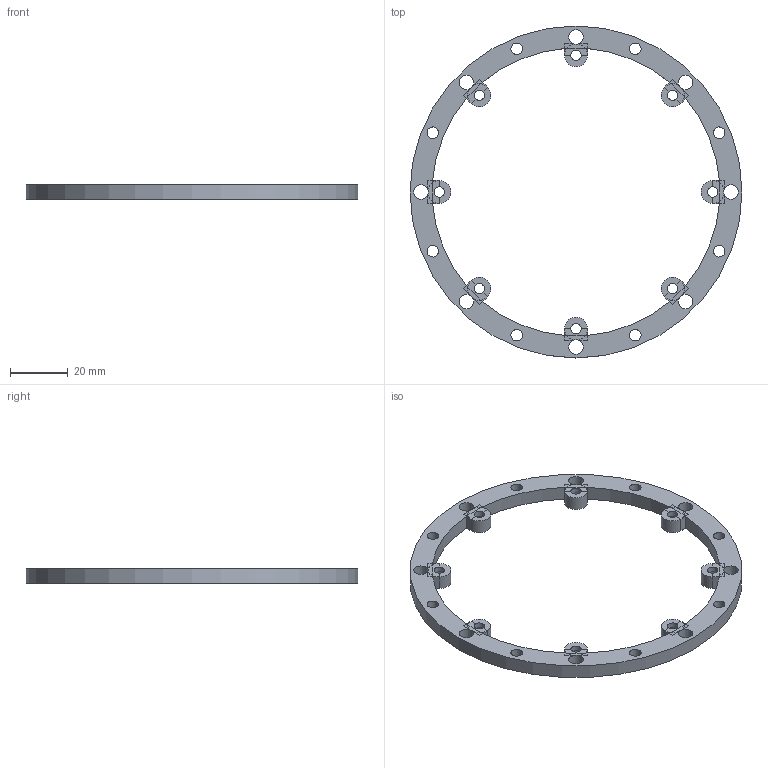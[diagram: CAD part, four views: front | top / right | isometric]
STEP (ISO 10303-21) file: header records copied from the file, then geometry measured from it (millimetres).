
FILE_DESCRIPTION(('FreeCAD Model'),'2;1');
FILE_NAME('Open CASCADE Shape Model','2023-11-15T18:19:05',('Author'),( ''),'Open CASCADE STEP processor 7.6','FreeCAD','Unknown');
FILE_SCHEMA(('AUTOMOTIVE_DESIGN { 1 0 10303 214 1 1 1 1 }'));
Length unit declared in the file: millimetre
Products named in the file (1): AttachmentRing_Column01
Bounding box: 115.32 x 115.32 x 5 mm (x, y, z)
Volume: 12698.4 mm3; surface area: 10707.8 mm2
Topology: 1 solids, 1 shells, 212 faces, 551 edges, 317 vertices
Faces by surface type: plane 154, cylinder 58
Full cylindrical faces by diameter (mm): 3.6 x8, 4 x8, 5 x8, 115.32 x1
Entity records: 13888 total; most frequent: CARTESIAN_POINT 2589, DIRECTION 2307, ORIENTED_EDGE 1102, PCURVE 1102, DEFINITIONAL_REPRESENTATION 1102, CIRCLE 778, LINE 754, VECTOR 754
